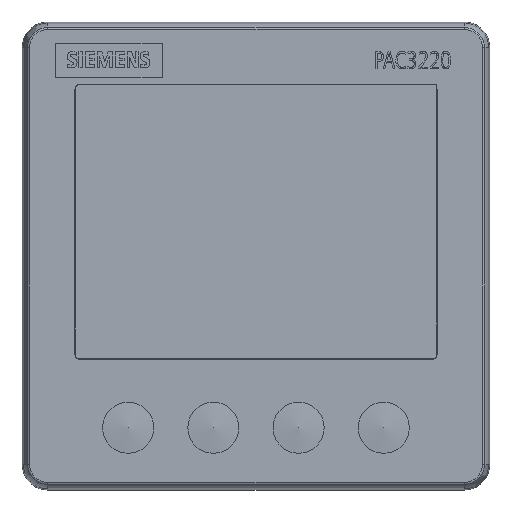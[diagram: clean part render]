
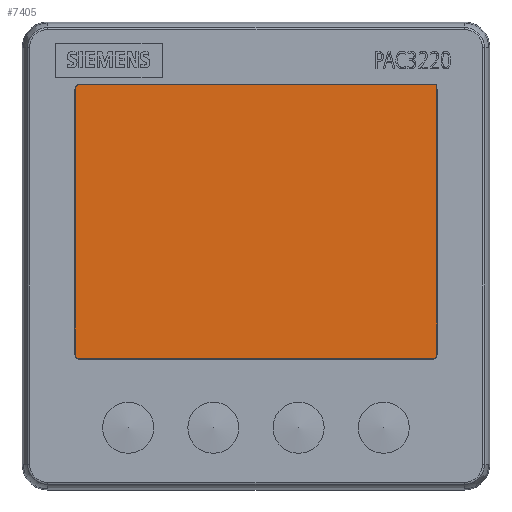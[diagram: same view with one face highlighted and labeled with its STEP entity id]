
A CAD part, top view. The second image highlights one B-rep face of the part: STEP entity #7405.
In plain terms, the highlighted planar face has unit normal (0, 0, 1).
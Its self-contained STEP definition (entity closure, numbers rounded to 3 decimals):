
#7405=ADVANCED_FACE('',(#15906),#15907,.T.);
#15906=FACE_OUTER_BOUND('',#26112,.T.);
#15907=PLANE('',#26113);
#26112=EDGE_LOOP('',(#50355,#50356,#50357,#50358,#50359,#50360,#50361));
#26113=AXIS2_PLACEMENT_3D('',#50362,#50363,#50364);
#50355=ORIENTED_EDGE('',*,*,#66503,.F.);
#50356=ORIENTED_EDGE('',*,*,#66500,.F.);
#50357=ORIENTED_EDGE('',*,*,#66505,.F.);
#50358=ORIENTED_EDGE('',*,*,#66506,.F.);
#50359=ORIENTED_EDGE('',*,*,#66507,.F.);
#50360=ORIENTED_EDGE('',*,*,#66489,.F.);
#50361=ORIENTED_EDGE('',*,*,#66486,.F.);
#50362=CARTESIAN_POINT('',(10.941,83.246,57.95));
#50363=DIRECTION('',(0.0,0.0,1.0));
#50364=DIRECTION('',(0.0,-1.0,0.0));
#66486=EDGE_CURVE('',#81877,#81879,#81880,.T.);
#66489=EDGE_CURVE('',#81879,#81883,#81884,.T.);
#66500=EDGE_CURVE('',#81899,#81901,#81902,.T.);
#66503=EDGE_CURVE('',#81901,#81877,#81905,.T.);
#66505=EDGE_CURVE('',#81907,#81899,#81908,.T.);
#66506=EDGE_CURVE('',#81909,#81907,#81910,.T.);
#66507=EDGE_CURVE('',#81883,#81909,#81911,.T.);
#81877=VERTEX_POINT('',#106036);
#81879=VERTEX_POINT('',#106039);
#81880=LINE('',#106040,#106041);
#81883=VERTEX_POINT('',#106045);
#81884=LINE('',#106046,#106047);
#81899=VERTEX_POINT('',#106066);
#81901=VERTEX_POINT('',#106069);
#81902=LINE('',#106070,#106071);
#81905=ELLIPSE('',#106075,0.8,0.8);
#81907=VERTEX_POINT('',#106077);
#81908=ELLIPSE('',#106078,0.8,0.8);
#81909=VERTEX_POINT('',#106079);
#81910=LINE('',#106080,#106081);
#81911=ELLIPSE('',#106082,0.8,0.8);
#106036=CARTESIAN_POINT('',(11.739,83.246,57.95));
#106039=CARTESIAN_POINT('',(85.184,83.246,57.95));
#106040=CARTESIAN_POINT('',(11.739,83.246,57.95));
#106041=VECTOR('',#120073,1.0);
#106045=CARTESIAN_POINT('',(85.184,27.722,57.95));
#106046=CARTESIAN_POINT('',(85.184,82.447,57.95));
#106047=VECTOR('',#120075,1.0);
#106066=CARTESIAN_POINT('',(10.941,27.721,57.95));
#106069=CARTESIAN_POINT('',(10.941,82.446,57.95));
#106070=CARTESIAN_POINT('',(10.941,27.721,57.95));
#106071=VECTOR('',#120090,1.0);
#106075=AXIS2_PLACEMENT_3D('',#120092,#120093,#120094);
#106077=CARTESIAN_POINT('',(11.74,26.922,57.95));
#106078=AXIS2_PLACEMENT_3D('',#120095,#120096,#120097);
#106079=CARTESIAN_POINT('',(84.385,26.922,57.95));
#106080=CARTESIAN_POINT('',(84.385,26.922,57.95));
#106081=VECTOR('',#120098,1.0);
#106082=AXIS2_PLACEMENT_3D('',#120099,#120100,#120101);
#120073=DIRECTION('',(1.0,0.,0.));
#120075=DIRECTION('',(0.,-1.0,0.));
#120090=DIRECTION('',(0.,1.0,0.));
#120092=CARTESIAN_POINT('',(11.741,82.446,57.95));
#120093=DIRECTION('',(0.0,0.0,-1.0));
#120094=DIRECTION('',(-0.707,0.707,0.0));
#120095=CARTESIAN_POINT('',(11.741,27.723,57.95));
#120096=DIRECTION('',(-0.0,0.0,-1.0));
#120097=DIRECTION('',(-0.707,-0.707,0.0));
#120098=DIRECTION('',(-1.0,0.,0.));
#120099=CARTESIAN_POINT('',(84.384,27.723,57.95));
#120100=DIRECTION('',(0.0,0.0,-1.0));
#120101=DIRECTION('',(0.707,-0.707,0.0));
